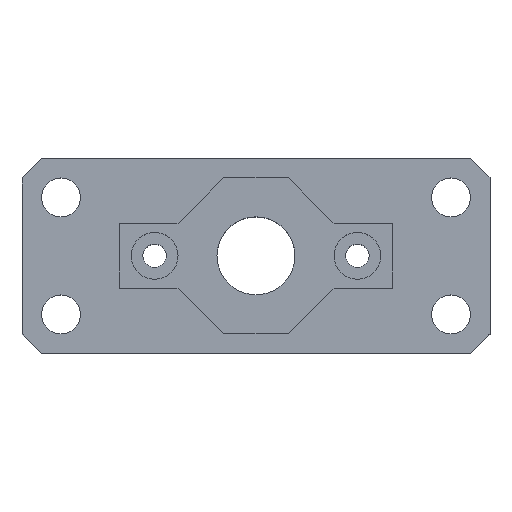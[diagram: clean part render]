
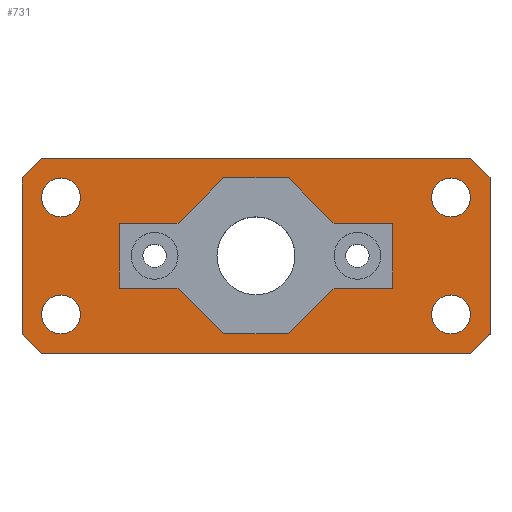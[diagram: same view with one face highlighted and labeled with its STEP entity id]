
A CAD part, top view. The second image highlights one B-rep face of the part: STEP entity #731.
In plain terms, the highlighted planar face has unit normal (0, 0, 1).
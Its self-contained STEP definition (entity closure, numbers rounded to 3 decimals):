
#39=FACE_BOUND('',#156,.T.);
#40=FACE_BOUND('',#157,.T.);
#41=FACE_BOUND('',#158,.T.);
#42=FACE_BOUND('',#159,.T.);
#43=FACE_BOUND('',#160,.T.);
#62=CIRCLE('',#797,5.);
#63=CIRCLE('',#799,5.);
#64=CIRCLE('',#801,5.);
#65=CIRCLE('',#803,5.);
#103=FACE_OUTER_BOUND('',#155,.T.);
#155=EDGE_LOOP('',(#620,#621,#622,#623,#624,#625,#626,#627));
#156=EDGE_LOOP('',(#628));
#157=EDGE_LOOP('',(#629));
#158=EDGE_LOOP('',(#630,#631,#632,#633,#634,#635,#636,#637,#638,#639,#640,
#641));
#159=EDGE_LOOP('',(#642));
#160=EDGE_LOOP('',(#643));
#161=LINE('',#1003,#232);
#167=LINE('',#1014,#238);
#174=LINE('',#1043,#245);
#177=LINE('',#1048,#248);
#178=LINE('',#1051,#249);
#181=LINE('',#1056,#252);
#182=LINE('',#1059,#253);
#188=LINE('',#1092,#259);
#192=LINE('',#1100,#263);
#195=LINE('',#1106,#266);
#198=LINE('',#1112,#269);
#201=LINE('',#1118,#272);
#204=LINE('',#1124,#275);
#210=LINE('',#1142,#281);
#213=LINE('',#1148,#284);
#216=LINE('',#1154,#287);
#219=LINE('',#1160,#290);
#222=LINE('',#1166,#293);
#225=LINE('',#1171,#296);
#231=LINE('',#1191,#302);
#232=VECTOR('',#810,10.);
#238=VECTOR('',#818,10.);
#245=VECTOR('',#843,10.);
#248=VECTOR('',#848,10.);
#249=VECTOR('',#851,10.);
#252=VECTOR('',#856,10.);
#253=VECTOR('',#859,10.);
#259=VECTOR('',#899,10.);
#263=VECTOR('',#905,10.);
#266=VECTOR('',#910,10.);
#269=VECTOR('',#915,10.);
#272=VECTOR('',#920,10.);
#275=VECTOR('',#925,10.);
#281=VECTOR('',#945,10.);
#284=VECTOR('',#950,10.);
#287=VECTOR('',#955,10.);
#290=VECTOR('',#960,10.);
#293=VECTOR('',#965,10.);
#296=VECTOR('',#970,10.);
#302=VECTOR('',#996,10.);
#303=VERTEX_POINT('',#1001);
#304=VERTEX_POINT('',#1002);
#308=VERTEX_POINT('',#1012);
#321=VERTEX_POINT('',#1042);
#322=VERTEX_POINT('',#1046);
#323=VERTEX_POINT('',#1050);
#324=VERTEX_POINT('',#1054);
#325=VERTEX_POINT('',#1058);
#334=VERTEX_POINT('',#1090);
#335=VERTEX_POINT('',#1091);
#338=VERTEX_POINT('',#1099);
#340=VERTEX_POINT('',#1105);
#342=VERTEX_POINT('',#1111);
#344=VERTEX_POINT('',#1117);
#346=VERTEX_POINT('',#1123);
#351=VERTEX_POINT('',#1141);
#353=VERTEX_POINT('',#1147);
#355=VERTEX_POINT('',#1153);
#357=VERTEX_POINT('',#1159);
#359=VERTEX_POINT('',#1165);
#361=VERTEX_POINT('',#1175);
#362=VERTEX_POINT('',#1179);
#363=VERTEX_POINT('',#1183);
#364=VERTEX_POINT('',#1187);
#365=EDGE_CURVE('',#303,#304,#161,.T.);
#371=EDGE_CURVE('',#303,#308,#167,.T.);
#385=EDGE_CURVE('',#321,#308,#174,.T.);
#388=EDGE_CURVE('',#321,#322,#177,.T.);
#389=EDGE_CURVE('',#323,#322,#178,.T.);
#392=EDGE_CURVE('',#323,#324,#181,.T.);
#393=EDGE_CURVE('',#325,#324,#182,.T.);
#407=EDGE_CURVE('',#334,#335,#188,.T.);
#411=EDGE_CURVE('',#338,#334,#192,.T.);
#414=EDGE_CURVE('',#340,#338,#195,.T.);
#417=EDGE_CURVE('',#342,#340,#198,.T.);
#420=EDGE_CURVE('',#344,#342,#201,.T.);
#423=EDGE_CURVE('',#346,#344,#204,.T.);
#432=EDGE_CURVE('',#335,#351,#210,.T.);
#435=EDGE_CURVE('',#351,#353,#213,.T.);
#438=EDGE_CURVE('',#353,#355,#216,.T.);
#441=EDGE_CURVE('',#355,#357,#219,.T.);
#444=EDGE_CURVE('',#357,#359,#222,.T.);
#447=EDGE_CURVE('',#359,#346,#225,.T.);
#449=EDGE_CURVE('',#361,#361,#62,.T.);
#451=EDGE_CURVE('',#362,#362,#63,.T.);
#453=EDGE_CURVE('',#363,#363,#64,.T.);
#455=EDGE_CURVE('',#364,#364,#65,.T.);
#457=EDGE_CURVE('',#325,#304,#231,.T.);
#620=ORIENTED_EDGE('',*,*,#365,.F.);
#621=ORIENTED_EDGE('',*,*,#371,.T.);
#622=ORIENTED_EDGE('',*,*,#385,.F.);
#623=ORIENTED_EDGE('',*,*,#388,.T.);
#624=ORIENTED_EDGE('',*,*,#389,.F.);
#625=ORIENTED_EDGE('',*,*,#392,.T.);
#626=ORIENTED_EDGE('',*,*,#393,.F.);
#627=ORIENTED_EDGE('',*,*,#457,.T.);
#628=ORIENTED_EDGE('',*,*,#455,.T.);
#629=ORIENTED_EDGE('',*,*,#453,.T.);
#630=ORIENTED_EDGE('',*,*,#423,.T.);
#631=ORIENTED_EDGE('',*,*,#420,.T.);
#632=ORIENTED_EDGE('',*,*,#417,.T.);
#633=ORIENTED_EDGE('',*,*,#414,.T.);
#634=ORIENTED_EDGE('',*,*,#411,.T.);
#635=ORIENTED_EDGE('',*,*,#407,.T.);
#636=ORIENTED_EDGE('',*,*,#432,.T.);
#637=ORIENTED_EDGE('',*,*,#435,.T.);
#638=ORIENTED_EDGE('',*,*,#438,.T.);
#639=ORIENTED_EDGE('',*,*,#441,.T.);
#640=ORIENTED_EDGE('',*,*,#444,.T.);
#641=ORIENTED_EDGE('',*,*,#447,.T.);
#642=ORIENTED_EDGE('',*,*,#451,.T.);
#643=ORIENTED_EDGE('',*,*,#449,.T.);
#670=PLANE('',#805);
#731=ADVANCED_FACE('',(#103,#39,#40,#41,#42,#43),#670,.T.);
#797=AXIS2_PLACEMENT_3D('',#1176,#976,#977);
#799=AXIS2_PLACEMENT_3D('',#1180,#981,#982);
#801=AXIS2_PLACEMENT_3D('',#1184,#986,#987);
#803=AXIS2_PLACEMENT_3D('',#1188,#991,#992);
#805=AXIS2_PLACEMENT_3D('',#1192,#997,#998);
#810=DIRECTION('',(-0.707,-0.707,0.));
#818=DIRECTION('',(0.,1.,0.));
#843=DIRECTION('',(0.707,-0.707,0.));
#848=DIRECTION('',(-1.,0.,0.));
#851=DIRECTION('',(0.707,0.707,0.));
#856=DIRECTION('',(0.,-1.,0.));
#859=DIRECTION('',(-0.707,0.707,0.));
#899=DIRECTION('',(0.,-1.,0.));
#905=DIRECTION('',(1.,0.,0.));
#910=DIRECTION('',(0.707,-0.707,0.));
#915=DIRECTION('',(1.,0.,0.));
#920=DIRECTION('',(0.707,0.707,0.));
#925=DIRECTION('',(1.,0.,0.));
#945=DIRECTION('',(-1.,0.,0.));
#950=DIRECTION('',(-0.707,-0.707,0.));
#955=DIRECTION('',(-1.,0.,0.));
#960=DIRECTION('',(-0.707,0.707,0.));
#965=DIRECTION('',(-1.,0.,0.));
#970=DIRECTION('',(0.,1.,0.));
#976=DIRECTION('center_axis',(0.,0.,-1.));
#977=DIRECTION('ref_axis',(1.,0.,0.));
#981=DIRECTION('center_axis',(0.,0.,-1.));
#982=DIRECTION('ref_axis',(1.,0.,0.));
#986=DIRECTION('center_axis',(0.,0.,-1.));
#987=DIRECTION('ref_axis',(1.,0.,0.));
#991=DIRECTION('center_axis',(0.,0.,-1.));
#992=DIRECTION('ref_axis',(1.,0.,0.));
#996=DIRECTION('',(1.,0.,0.));
#997=DIRECTION('center_axis',(0.,0.,1.));
#998=DIRECTION('ref_axis',(1.,0.,0.));
#1001=CARTESIAN_POINT('',(120.,5.,10.));
#1002=CARTESIAN_POINT('',(115.,0.,10.));
#1003=CARTESIAN_POINT('',(108.75,-6.25,10.));
#1012=CARTESIAN_POINT('',(120.,45.,10.));
#1014=CARTESIAN_POINT('',(120.,0.,10.));
#1042=CARTESIAN_POINT('',(115.,50.,10.));
#1043=CARTESIAN_POINT('',(108.75,56.25,10.));
#1046=CARTESIAN_POINT('',(5.,50.,10.));
#1048=CARTESIAN_POINT('',(120.,50.,10.));
#1050=CARTESIAN_POINT('',(0.,45.,10.));
#1051=CARTESIAN_POINT('',(11.25,56.25,10.));
#1054=CARTESIAN_POINT('',(0.,5.,10.));
#1056=CARTESIAN_POINT('',(0.,50.,10.));
#1058=CARTESIAN_POINT('',(5.,0.,10.));
#1059=CARTESIAN_POINT('',(11.25,-6.25,10.));
#1090=CARTESIAN_POINT('',(95.,33.3,10.));
#1091=CARTESIAN_POINT('',(95.,16.7,10.));
#1092=CARTESIAN_POINT('',(95.,16.7,10.));
#1099=CARTESIAN_POINT('',(80.,33.3,10.));
#1100=CARTESIAN_POINT('',(95.,33.3,10.));
#1105=CARTESIAN_POINT('',(68.3,45.,10.));
#1106=CARTESIAN_POINT('',(68.3,45.,10.));
#1111=CARTESIAN_POINT('',(51.7,45.,10.));
#1112=CARTESIAN_POINT('',(51.7,45.,10.));
#1117=CARTESIAN_POINT('',(40.,33.3,10.));
#1118=CARTESIAN_POINT('',(40.,33.3,10.));
#1123=CARTESIAN_POINT('',(25.,33.3,10.));
#1124=CARTESIAN_POINT('',(40.,33.3,10.));
#1141=CARTESIAN_POINT('',(80.,16.7,10.));
#1142=CARTESIAN_POINT('',(80.,16.7,10.));
#1147=CARTESIAN_POINT('',(68.3,5.,10.));
#1148=CARTESIAN_POINT('',(68.3,5.,10.));
#1153=CARTESIAN_POINT('',(51.7,5.,10.));
#1154=CARTESIAN_POINT('',(51.7,5.,10.));
#1159=CARTESIAN_POINT('',(40.,16.7,10.));
#1160=CARTESIAN_POINT('',(40.,16.7,10.));
#1165=CARTESIAN_POINT('',(25.,16.7,10.));
#1166=CARTESIAN_POINT('',(25.,16.7,10.));
#1171=CARTESIAN_POINT('',(25.,33.3,10.));
#1175=CARTESIAN_POINT('',(5.,40.,10.));
#1176=CARTESIAN_POINT('Origin',(10.,40.,10.));
#1179=CARTESIAN_POINT('',(5.,10.,10.));
#1180=CARTESIAN_POINT('Origin',(10.,10.,10.));
#1183=CARTESIAN_POINT('',(105.,10.,10.));
#1184=CARTESIAN_POINT('Origin',(110.,10.,10.));
#1187=CARTESIAN_POINT('',(105.,40.,10.));
#1188=CARTESIAN_POINT('Origin',(110.,40.,10.));
#1191=CARTESIAN_POINT('',(0.,0.,10.));
#1192=CARTESIAN_POINT('Origin',(60.,25.,10.));
